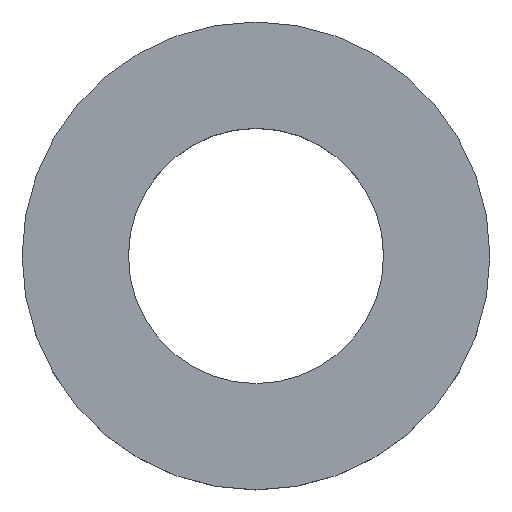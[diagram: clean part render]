
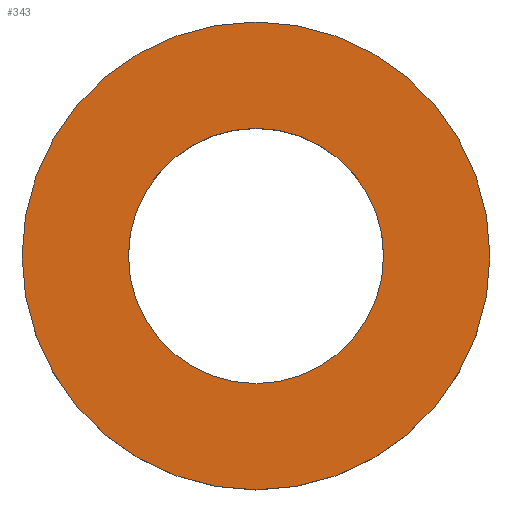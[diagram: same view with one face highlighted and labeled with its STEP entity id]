
A CAD part, top view. The second image highlights one B-rep face of the part: STEP entity #343.
In plain terms, the highlighted planar face has unit normal (0, 0, 1).
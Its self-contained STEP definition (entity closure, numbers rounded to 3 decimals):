
#185 = CYLINDRICAL_SURFACE('',#186,2.75);
#186 = AXIS2_PLACEMENT_3D('',#187,#188,#189);
#187 = CARTESIAN_POINT('',(0.,0.,0.));
#188 = DIRECTION('',(-0.,-0.,-1.));
#189 = DIRECTION('',(1.,0.,0.));
#227 = CYLINDRICAL_SURFACE('',#228,1.5);
#228 = AXIS2_PLACEMENT_3D('',#229,#230,#231);
#229 = CARTESIAN_POINT('',(0.,0.,0.8));
#230 = DIRECTION('',(0.,0.,1.));
#231 = DIRECTION('',(1.,0.,0.));
#243 = VERTEX_POINT('',#244);
#244 = CARTESIAN_POINT('',(2.75,0.,0.8));
#265 = EDGE_CURVE('',#243,#243,#266,.T.);
#266 = SURFACE_CURVE('',#267,(#272,#279),.PCURVE_S1.);
#267 = CIRCLE('',#268,2.75);
#268 = AXIS2_PLACEMENT_3D('',#269,#270,#271);
#269 = CARTESIAN_POINT('',(0.,0.,0.8));
#270 = DIRECTION('',(0.,0.,1.));
#271 = DIRECTION('',(1.,0.,0.));
#272 = PCURVE('',#185,#273);
#273 = DEFINITIONAL_REPRESENTATION('',(#274),#278);
#274 = LINE('',#275,#276);
#275 = CARTESIAN_POINT('',(-0.,-0.8));
#276 = VECTOR('',#277,1.);
#277 = DIRECTION('',(-1.,0.));
#278 = ( GEOMETRIC_REPRESENTATION_CONTEXT(2) 
PARAMETRIC_REPRESENTATION_CONTEXT() REPRESENTATION_CONTEXT('2D SPACE',''
  ) );
#279 = PCURVE('',#280,#285);
#280 = PLANE('',#281);
#281 = AXIS2_PLACEMENT_3D('',#282,#283,#284);
#282 = CARTESIAN_POINT('',(0.,0.,0.8)
  );
#283 = DIRECTION('',(0.,0.,1.));
#284 = DIRECTION('',(1.,0.,0.));
#285 = DEFINITIONAL_REPRESENTATION('',(#286),#290);
#286 = CIRCLE('',#287,2.75);
#287 = AXIS2_PLACEMENT_2D('',#288,#289);
#288 = CARTESIAN_POINT('',(0.,0.));
#289 = DIRECTION('',(1.,0.));
#290 = ( GEOMETRIC_REPRESENTATION_CONTEXT(2) 
PARAMETRIC_REPRESENTATION_CONTEXT() REPRESENTATION_CONTEXT('2D SPACE',''
  ) );
#297 = EDGE_CURVE('',#298,#298,#300,.T.);
#298 = VERTEX_POINT('',#299);
#299 = CARTESIAN_POINT('',(1.5,0.,0.8));
#300 = SURFACE_CURVE('',#301,(#306,#313),.PCURVE_S1.);
#301 = CIRCLE('',#302,1.5);
#302 = AXIS2_PLACEMENT_3D('',#303,#304,#305);
#303 = CARTESIAN_POINT('',(0.,0.,0.8));
#304 = DIRECTION('',(0.,0.,1.));
#305 = DIRECTION('',(1.,0.,0.));
#306 = PCURVE('',#227,#307);
#307 = DEFINITIONAL_REPRESENTATION('',(#308),#312);
#308 = LINE('',#309,#310);
#309 = CARTESIAN_POINT('',(0.,0.));
#310 = VECTOR('',#311,1.);
#311 = DIRECTION('',(1.,0.));
#312 = ( GEOMETRIC_REPRESENTATION_CONTEXT(2) 
PARAMETRIC_REPRESENTATION_CONTEXT() REPRESENTATION_CONTEXT('2D SPACE',''
  ) );
#313 = PCURVE('',#280,#314);
#314 = DEFINITIONAL_REPRESENTATION('',(#315),#319);
#315 = CIRCLE('',#316,1.5);
#316 = AXIS2_PLACEMENT_2D('',#317,#318);
#317 = CARTESIAN_POINT('',(0.,0.));
#318 = DIRECTION('',(1.,0.));
#319 = ( GEOMETRIC_REPRESENTATION_CONTEXT(2) 
PARAMETRIC_REPRESENTATION_CONTEXT() REPRESENTATION_CONTEXT('2D SPACE',''
  ) );
#343 = ADVANCED_FACE('',(#344,#347),#280,.T.);
#344 = FACE_BOUND('',#345,.T.);
#345 = EDGE_LOOP('',(#346));
#346 = ORIENTED_EDGE('',*,*,#265,.T.);
#347 = FACE_BOUND('',#348,.T.);
#348 = EDGE_LOOP('',(#349));
#349 = ORIENTED_EDGE('',*,*,#297,.F.);
